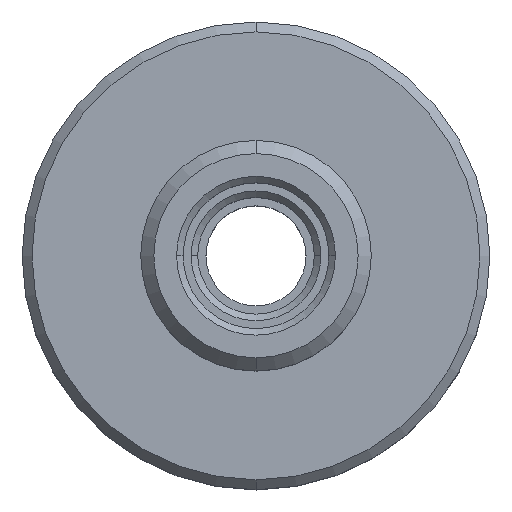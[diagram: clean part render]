
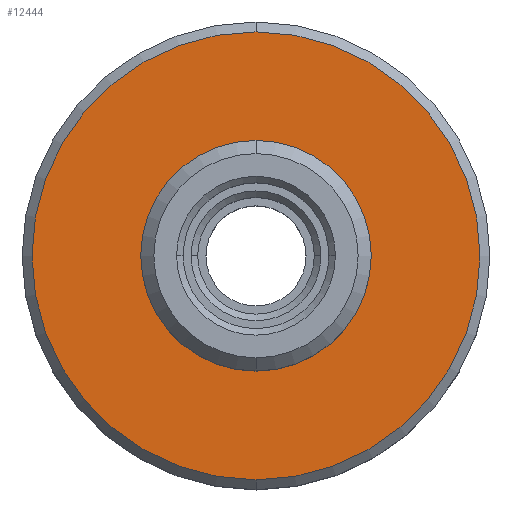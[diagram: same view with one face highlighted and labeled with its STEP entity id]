
A CAD part, top view. The second image highlights one B-rep face of the part: STEP entity #12444.
In plain terms, the highlighted planar face has unit normal (0, 0, 1).
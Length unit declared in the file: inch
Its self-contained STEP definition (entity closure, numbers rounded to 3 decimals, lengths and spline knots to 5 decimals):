
#1594 = CARTESIAN_POINT ( 'NONE',  ( 0., 0.34, 0.095 ) ) ;
#2594 = AXIS2_PLACEMENT_3D ( 'NONE', #13154, #6461, #14261 ) ;
#2707 = PLANE ( 'NONE',  #7417 ) ;
#3130 = VERTEX_POINT ( 'NONE', #4810 ) ;
#3831 = DIRECTION ( 'NONE',  ( 0., 0., -1. ) ) ;
#4186 = CIRCLE ( 'NONE', #8909, 0.34 ) ;
#4249 = DIRECTION ( 'NONE',  ( 0., 0., 1. ) ) ;
#4348 = EDGE_CURVE ( 'NONE', #7668, #3130, #4578, .T. ) ;
#4578 = CIRCLE ( 'NONE', #2594, 0.175 ) ;
#4749 = CARTESIAN_POINT ( 'NONE',  ( 0., 0., 0.095 ) ) ;
#4810 = CARTESIAN_POINT ( 'NONE',  ( 0., -0.175, 0.095 ) ) ;
#5072 = DIRECTION ( 'NONE',  ( 0., 0., 1. ) ) ;
#5232 = FACE_BOUND ( 'NONE', #13403, .T. ) ;
#5267 = EDGE_CURVE ( 'NONE', #12665, #13143, #14193, .T. ) ;
#5861 = DIRECTION ( 'NONE',  ( 0., -1., 0. ) ) ;
#6053 = CIRCLE ( 'NONE', #10584, 0.175 ) ;
#6461 = DIRECTION ( 'NONE',  ( 0., 0., 1. ) ) ;
#7417 = AXIS2_PLACEMENT_3D ( 'NONE', #1594, #3831, #11677 ) ;
#7668 = VERTEX_POINT ( 'NONE', #11134 ) ;
#8657 = EDGE_CURVE ( 'NONE', #3130, #7668, #6053, .T. ) ;
#8909 = AXIS2_PLACEMENT_3D ( 'NONE', #11815, #5072, #12927 ) ;
#9253 = ORIENTED_EDGE ( 'NONE', *, *, #12670, .T. ) ;
#9555 = CARTESIAN_POINT ( 'NONE',  ( 0., 0.34, 0.095 ) ) ;
#10477 = ORIENTED_EDGE ( 'NONE', *, *, #4348, .F. ) ;
#10584 = AXIS2_PLACEMENT_3D ( 'NONE', #4749, #12593, #5861 ) ;
#10970 = CARTESIAN_POINT ( 'NONE',  ( 0., 0., 0.095 ) ) ;
#11061 = ORIENTED_EDGE ( 'NONE', *, *, #8657, .F. ) ;
#11134 = CARTESIAN_POINT ( 'NONE',  ( 0., 0.175, 0.095 ) ) ;
#11189 = EDGE_LOOP ( 'NONE', ( #14480, #9253 ) ) ;
#11219 = FACE_OUTER_BOUND ( 'NONE', #11189, .T. ) ;
#11677 = DIRECTION ( 'NONE',  ( 0., 1., 0. ) ) ;
#11815 = CARTESIAN_POINT ( 'NONE',  ( 0., 0., 0.095 ) ) ;
#12089 = DIRECTION ( 'NONE',  ( 0., -1., 0. ) ) ;
#12280 = AXIS2_PLACEMENT_3D ( 'NONE', #10970, #4249, #12089 ) ;
#12444 = ADVANCED_FACE ( 'NONE', ( #5232, #11219 ), #2707, .F. ) ;
#12593 = DIRECTION ( 'NONE',  ( 0., 0., 1. ) ) ;
#12665 = VERTEX_POINT ( 'NONE', #9555 ) ;
#12670 = EDGE_CURVE ( 'NONE', #13143, #12665, #4186, .T. ) ;
#12927 = DIRECTION ( 'NONE',  ( 0., -1., 0. ) ) ;
#13143 = VERTEX_POINT ( 'NONE', #13410 ) ;
#13154 = CARTESIAN_POINT ( 'NONE',  ( 0., 0., 0.095 ) ) ;
#13403 = EDGE_LOOP ( 'NONE', ( #11061, #10477 ) ) ;
#13410 = CARTESIAN_POINT ( 'NONE',  ( 0., -0.34, 0.095 ) ) ;
#14193 = CIRCLE ( 'NONE', #12280, 0.34 ) ;
#14261 = DIRECTION ( 'NONE',  ( 0., -1., 0. ) ) ;
#14480 = ORIENTED_EDGE ( 'NONE', *, *, #5267, .T. ) ;
